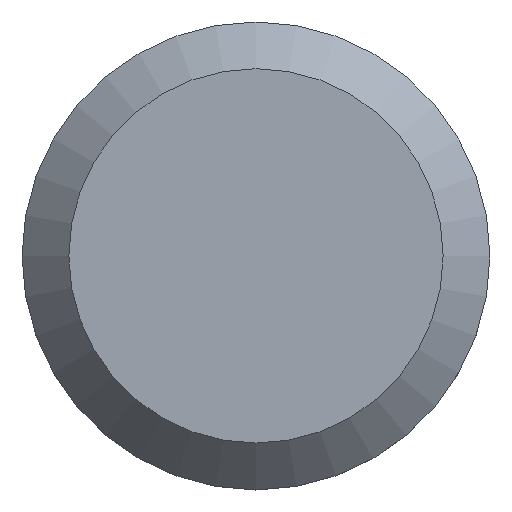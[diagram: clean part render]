
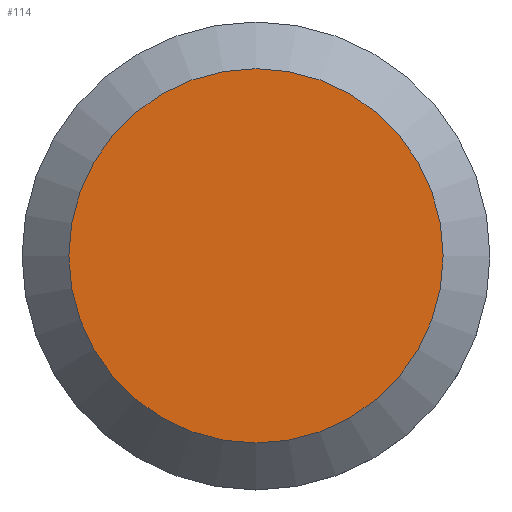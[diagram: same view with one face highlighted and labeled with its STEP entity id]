
A CAD part, top view. The second image highlights one B-rep face of the part: STEP entity #114.
In plain terms, the highlighted planar face has unit normal (0, 0, 1).
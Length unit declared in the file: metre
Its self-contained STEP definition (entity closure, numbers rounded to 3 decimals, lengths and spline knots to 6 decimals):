
#16=PLANE('',#140);
#21=ORIENTED_EDGE('',*,*,#41,.T.);
#41=EDGE_CURVE('',#51,#51,#61,.T.);
#51=VERTEX_POINT('',#210);
#61=CIRCLE('',#141,0.004);
#71=EDGE_LOOP('',(#21));
#91=FACE_BOUND('',#71,.T.);
#114=ADVANCED_FACE('',(#91),#16,.T.);
#140=AXIS2_PLACEMENT_3D('',#208,#166,#167);
#141=AXIS2_PLACEMENT_3D('',#209,#168,#169);
#166=DIRECTION('',(0.,0.,1.));
#167=DIRECTION('',(1.,0.,0.));
#168=DIRECTION('',(0.,0.,1.));
#169=DIRECTION('',(1.,0.,0.));
#208=CARTESIAN_POINT('',(0.085,0.0575,0.0086));
#209=CARTESIAN_POINT('',(0.085,0.0475,0.0086));
#210=CARTESIAN_POINT('',(0.089,0.0475,0.0086));
